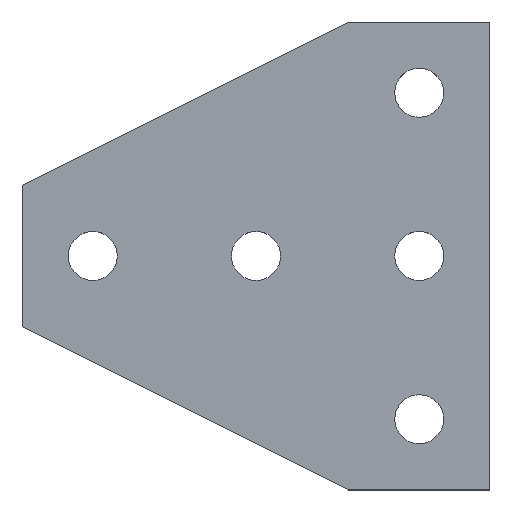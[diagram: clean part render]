
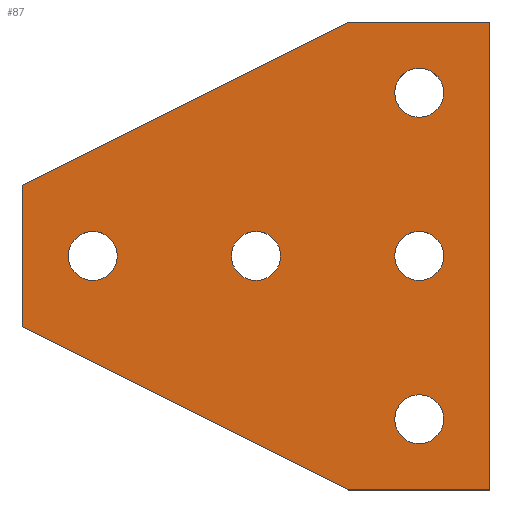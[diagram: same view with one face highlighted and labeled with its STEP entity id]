
A CAD part, top view. The second image highlights one B-rep face of the part: STEP entity #87.
In plain terms, the highlighted planar face has unit normal (0, 0, 1).
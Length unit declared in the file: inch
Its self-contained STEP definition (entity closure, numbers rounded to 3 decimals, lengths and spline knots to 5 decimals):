
#87=ADVANCED_FACE('',(#170,#171,#172,#173,#174,#175),#176,.T.);
#170=FACE_BOUND('',#265,.T.);
#171=FACE_BOUND('',#266,.T.);
#172=FACE_BOUND('',#267,.T.);
#173=FACE_BOUND('',#268,.T.);
#174=FACE_BOUND('',#269,.T.);
#175=FACE_OUTER_BOUND('',#270,.T.);
#176=PLANE('',#271);
#265=EDGE_LOOP('',(#408,#409));
#266=EDGE_LOOP('',(#410,#411));
#267=EDGE_LOOP('',(#412,#413));
#268=EDGE_LOOP('',(#414,#415));
#269=EDGE_LOOP('',(#416,#417));
#270=EDGE_LOOP('',(#418,#419,#420,#421,#422,#423));
#271=AXIS2_PLACEMENT_3D('',#424,#425,#426);
#408=ORIENTED_EDGE('',*,*,#493,.F.);
#409=ORIENTED_EDGE('',*,*,#535,.F.);
#410=ORIENTED_EDGE('',*,*,#488,.F.);
#411=ORIENTED_EDGE('',*,*,#504,.F.);
#412=ORIENTED_EDGE('',*,*,#507,.F.);
#413=ORIENTED_EDGE('',*,*,#527,.F.);
#414=ORIENTED_EDGE('',*,*,#498,.F.);
#415=ORIENTED_EDGE('',*,*,#536,.F.);
#416=ORIENTED_EDGE('',*,*,#537,.F.);
#417=ORIENTED_EDGE('',*,*,#538,.F.);
#418=ORIENTED_EDGE('',*,*,#539,.F.);
#419=ORIENTED_EDGE('',*,*,#540,.F.);
#420=ORIENTED_EDGE('',*,*,#511,.F.);
#421=ORIENTED_EDGE('',*,*,#529,.F.);
#422=ORIENTED_EDGE('',*,*,#532,.F.);
#423=ORIENTED_EDGE('',*,*,#541,.F.);
#424=CARTESIAN_POINT('',(-1.37279,0.,0.25));
#425=DIRECTION('',(0.0,0.0,1.0));
#426=DIRECTION('',(1.0,0.0,0.0));
#488=EDGE_CURVE('',#555,#557,#558,.T.);
#493=EDGE_CURVE('',#564,#566,#567,.T.);
#498=EDGE_CURVE('',#573,#575,#576,.T.);
#504=EDGE_CURVE('',#557,#555,#583,.T.);
#507=EDGE_CURVE('',#586,#588,#589,.T.);
#511=EDGE_CURVE('',#594,#595,#596,.T.);
#527=EDGE_CURVE('',#588,#586,#620,.T.);
#529=EDGE_CURVE('',#622,#594,#623,.T.);
#532=EDGE_CURVE('',#626,#622,#627,.T.);
#535=EDGE_CURVE('',#566,#564,#630,.T.);
#536=EDGE_CURVE('',#575,#573,#631,.T.);
#537=EDGE_CURVE('',#632,#633,#634,.T.);
#538=EDGE_CURVE('',#633,#632,#635,.T.);
#539=EDGE_CURVE('',#636,#637,#638,.T.);
#540=EDGE_CURVE('',#595,#636,#639,.T.);
#541=EDGE_CURVE('',#637,#626,#640,.T.);
#555=VERTEX_POINT('',#654);
#557=VERTEX_POINT('',#657);
#558=CIRCLE('',#658,0.28125);
#564=VERTEX_POINT('',#665);
#566=VERTEX_POINT('',#668);
#567=CIRCLE('',#669,0.28125);
#573=VERTEX_POINT('',#676);
#575=VERTEX_POINT('',#679);
#576=CIRCLE('',#680,0.28125);
#583=CIRCLE('',#688,0.28125);
#586=VERTEX_POINT('',#691);
#588=VERTEX_POINT('',#694);
#589=CIRCLE('',#695,0.28125);
#594=VERTEX_POINT('',#701);
#595=VERTEX_POINT('',#702);
#596=LINE('',#703,#704);
#620=CIRCLE('',#736,0.28125);
#622=VERTEX_POINT('',#738);
#623=LINE('',#739,#740);
#626=VERTEX_POINT('',#744);
#627=LINE('',#745,#746);
#630=CIRCLE('',#750,0.28125);
#631=CIRCLE('',#751,0.28125);
#632=VERTEX_POINT('',#752);
#633=VERTEX_POINT('',#753);
#634=CIRCLE('',#754,0.28125);
#635=CIRCLE('',#755,0.28125);
#636=VERTEX_POINT('',#756);
#637=VERTEX_POINT('',#757);
#638=LINE('',#758,#759);
#639=LINE('',#760,#761);
#640=LINE('',#762,#763);
#654=CARTESIAN_POINT('',(-3.46875,0.,0.25));
#657=CARTESIAN_POINT('',(-4.03125,0.,0.25));
#658=AXIS2_PLACEMENT_3D('',#780,#781,#782);
#665=CARTESIAN_POINT('',(0.28125,-1.875,0.25));
#668=CARTESIAN_POINT('',(-0.28125,-1.875,0.25));
#669=AXIS2_PLACEMENT_3D('',#788,#789,#790);
#676=CARTESIAN_POINT('',(0.28125,1.875,0.25));
#679=CARTESIAN_POINT('',(-0.28125,1.875,0.25));
#680=AXIS2_PLACEMENT_3D('',#796,#797,#798);
#688=AXIS2_PLACEMENT_3D('',#806,#807,#808);
#691=CARTESIAN_POINT('',(-1.59375,0.,0.25));
#694=CARTESIAN_POINT('',(-2.15625,0.,0.25));
#695=AXIS2_PLACEMENT_3D('',#810,#811,#812);
#701=CARTESIAN_POINT('',(-0.8125,2.6875,0.25));
#702=CARTESIAN_POINT('',(0.8125,2.6875,0.25));
#703=CARTESIAN_POINT('',(-0.8125,2.6875,0.25));
#704=VECTOR('',#817,1.0);
#736=AXIS2_PLACEMENT_3D('',#841,#842,#843);
#738=CARTESIAN_POINT('',(-4.5625,0.8125,0.25));
#739=CARTESIAN_POINT('',(-4.5625,0.8125,0.25));
#740=VECTOR('',#844,1.0);
#744=CARTESIAN_POINT('',(-4.5625,-0.8125,0.25));
#745=CARTESIAN_POINT('',(-4.5625,-0.8125,0.25));
#746=VECTOR('',#846,1.0);
#750=AXIS2_PLACEMENT_3D('',#848,#849,#850);
#751=AXIS2_PLACEMENT_3D('',#851,#852,#853);
#752=CARTESIAN_POINT('',(0.28125,0.0,0.25));
#753=CARTESIAN_POINT('',(-0.28125,0.,0.25));
#754=AXIS2_PLACEMENT_3D('',#854,#855,#856);
#755=AXIS2_PLACEMENT_3D('',#857,#858,#859);
#756=CARTESIAN_POINT('',(0.8125,-2.6875,0.25));
#757=CARTESIAN_POINT('',(-0.8125,-2.6875,0.25));
#758=CARTESIAN_POINT('',(0.8125,-2.6875,0.25));
#759=VECTOR('',#860,1.0);
#760=CARTESIAN_POINT('',(0.8125,2.6875,0.25));
#761=VECTOR('',#861,1.0);
#762=CARTESIAN_POINT('',(-0.8125,-2.6875,0.25));
#763=VECTOR('',#862,1.0);
#780=CARTESIAN_POINT('',(-3.75,0.,0.25));
#781=DIRECTION('',(0.0,0.0,1.0));
#782=DIRECTION('',(1.0,0.0,0.0));
#788=CARTESIAN_POINT('',(0.,-1.875,0.25));
#789=DIRECTION('',(0.0,0.0,1.0));
#790=DIRECTION('',(1.0,0.0,0.0));
#796=CARTESIAN_POINT('',(0.,1.875,0.25));
#797=DIRECTION('',(0.0,0.0,1.0));
#798=DIRECTION('',(1.0,0.0,0.0));
#806=CARTESIAN_POINT('',(-3.75,0.,0.25));
#807=DIRECTION('',(0.0,0.0,1.0));
#808=DIRECTION('',(1.0,0.0,0.0));
#810=CARTESIAN_POINT('',(-1.875,0.,0.25));
#811=DIRECTION('',(0.0,0.0,1.0));
#812=DIRECTION('',(1.0,0.0,0.0));
#817=DIRECTION('',(1.0,0.,0.0));
#841=CARTESIAN_POINT('',(-1.875,0.,0.25));
#842=DIRECTION('',(0.0,0.0,1.0));
#843=DIRECTION('',(1.0,0.0,0.0));
#844=DIRECTION('',(0.894,0.447,0.0));
#846=DIRECTION('',(0.0,1.0,0.0));
#848=CARTESIAN_POINT('',(0.,-1.875,0.25));
#849=DIRECTION('',(0.0,0.0,1.0));
#850=DIRECTION('',(1.0,0.0,0.0));
#851=CARTESIAN_POINT('',(0.,1.875,0.25));
#852=DIRECTION('',(0.0,0.0,1.0));
#853=DIRECTION('',(1.0,0.0,0.0));
#854=CARTESIAN_POINT('',(0.0,0.0,0.25));
#855=DIRECTION('',(0.0,0.0,1.0));
#856=DIRECTION('',(1.0,0.0,0.0));
#857=CARTESIAN_POINT('',(0.0,0.0,0.25));
#858=DIRECTION('',(0.0,0.0,1.0));
#859=DIRECTION('',(1.0,0.0,0.0));
#860=DIRECTION('',(-1.0,0.0,0.0));
#861=DIRECTION('',(0.,-1.0,0.0));
#862=DIRECTION('',(-0.894,0.447,0.0));
